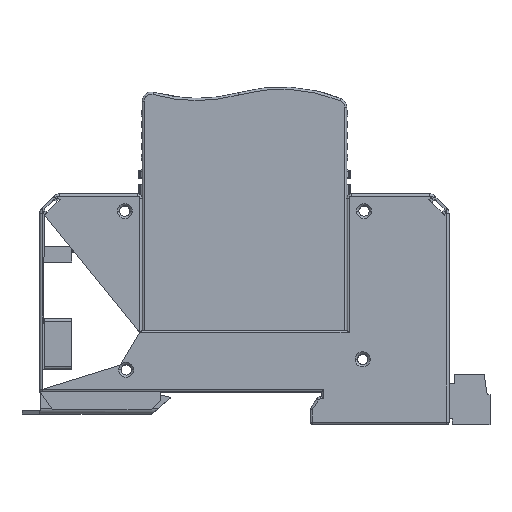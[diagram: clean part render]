
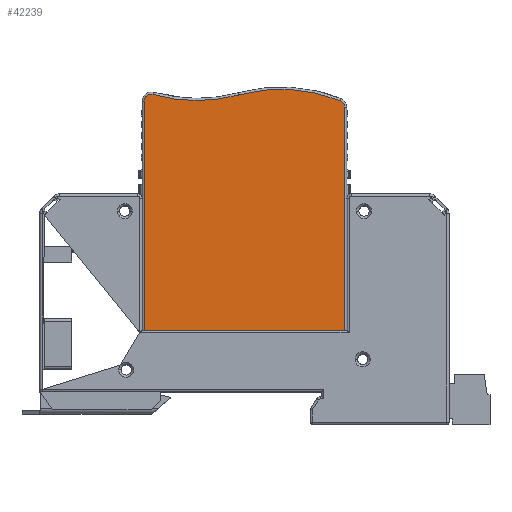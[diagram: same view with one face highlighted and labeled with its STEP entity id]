
A CAD part, top view. The second image highlights one B-rep face of the part: STEP entity #42239.
In plain terms, the highlighted face is planar.
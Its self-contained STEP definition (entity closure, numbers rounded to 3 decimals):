
#37862=DIRECTION('',(-1.,0.,0.));
#37863=VECTOR('',#37862,44.);
#37864=CARTESIAN_POINT('',(22.,-8.9,0.));
#37865=LINE('',#37864,#37863);
#37869=CARTESIAN_POINT('',(-20.5,-8.9,50.377));
#37870=DIRECTION('',(0.,1.,0.));
#37871=DIRECTION('',(-1.,0.,0.));
#37872=AXIS2_PLACEMENT_3D('',#37869,#37870,#37871);
#37877=CARTESIAN_POINT('',(-10.5,-8.9,86.));
#37878=DIRECTION('',(0.,-1.,0.));
#37879=DIRECTION('',(-0.27,0.,-0.963));
#37880=AXIS2_PLACEMENT_3D('',#37877,#37878,#37879);
#37885=CARTESIAN_POINT('',(8.04,-8.9,18.5));
#37886=DIRECTION('',(0.,1.,0.));
#37887=DIRECTION('',(-0.267,0.,0.964));
#37888=AXIS2_PLACEMENT_3D('',#37885,#37886,#37887);
#37893=CARTESIAN_POINT('',(20.5,-8.9,49.057));
#37894=DIRECTION('',(0.,1.,0.));
#37895=DIRECTION('',(0.378,0.,0.926));
#37896=AXIS2_PLACEMENT_3D('',#37893,#37894,#37895);
#37901=DIRECTION('',(0.,0.,1.));
#37902=VECTOR('',#37901,49.057);
#37903=CARTESIAN_POINT('',(22.,-8.9,0.));
#37904=LINE('',#37903,#37902);
#38600=DIRECTION('',(0.,0.,-1.));
#38601=VECTOR('',#38600,50.377);
#38602=CARTESIAN_POINT('',(-22.,-8.9,50.377));
#38603=LINE('',#38602,#38601);
#41626=CARTESIAN_POINT('',(22.,-8.9,0.));
#41627=CARTESIAN_POINT('',(22.,-8.9,49.057));
#41628=VERTEX_POINT('',#41626);
#41629=VERTEX_POINT('',#41627);
#41630=CARTESIAN_POINT('',(-22.,-8.9,0.));
#41631=VERTEX_POINT('',#41630);
#41632=CARTESIAN_POINT('',(-22.,-8.9,50.377));
#41633=VERTEX_POINT('',#41632);
#41634=CARTESIAN_POINT('',(-20.095,-8.9,51.821));
#41635=VERTEX_POINT('',#41634);
#41636=CARTESIAN_POINT('',(-1.156,-8.9,51.752));
#41637=VERTEX_POINT('',#41636);
#41638=CARTESIAN_POINT('',(21.066,-8.9,50.446));
#41639=VERTEX_POINT('',#41638);
#42218=CARTESIAN_POINT('',(0.,-8.9,0.));
#42219=DIRECTION('',(0.,1.,0.));
#42220=DIRECTION('',(-1.,0.,0.));
#42221=AXIS2_PLACEMENT_3D('',#42218,#42219,#42220);
#42222=PLANE('',#42221);
#42224=ORIENTED_EDGE('',*,*,#42223,.F.);
#42226=ORIENTED_EDGE('',*,*,#42225,.T.);
#42228=ORIENTED_EDGE('',*,*,#42227,.F.);
#42230=ORIENTED_EDGE('',*,*,#42229,.T.);
#42232=ORIENTED_EDGE('',*,*,#42231,.T.);
#42234=ORIENTED_EDGE('',*,*,#42233,.T.);
#42236=ORIENTED_EDGE('',*,*,#42235,.T.);
#42237=EDGE_LOOP('',(#42224,#42226,#42228,#42230,#42232,#42234,#42236));
#42238=FACE_OUTER_BOUND('',#42237,.F.);
#37873=CIRCLE('',#37872,1.5);
#37881=CIRCLE('',#37880,35.5);
#37889=CIRCLE('',#37888,34.5);
#37897=CIRCLE('',#37896,1.5);
#42223=EDGE_CURVE('',#41628,#41629,#37904,.T.);
#42225=EDGE_CURVE('',#41628,#41631,#37865,.T.);
#42227=EDGE_CURVE('',#41633,#41631,#38603,.T.);
#42229=EDGE_CURVE('',#41633,#41635,#37873,.T.);
#42231=EDGE_CURVE('',#41635,#41637,#37881,.T.);
#42233=EDGE_CURVE('',#41637,#41639,#37889,.T.);
#42235=EDGE_CURVE('',#41639,#41629,#37897,.T.);
#42239=ADVANCED_FACE('',(#42238),#42222,.F.);
